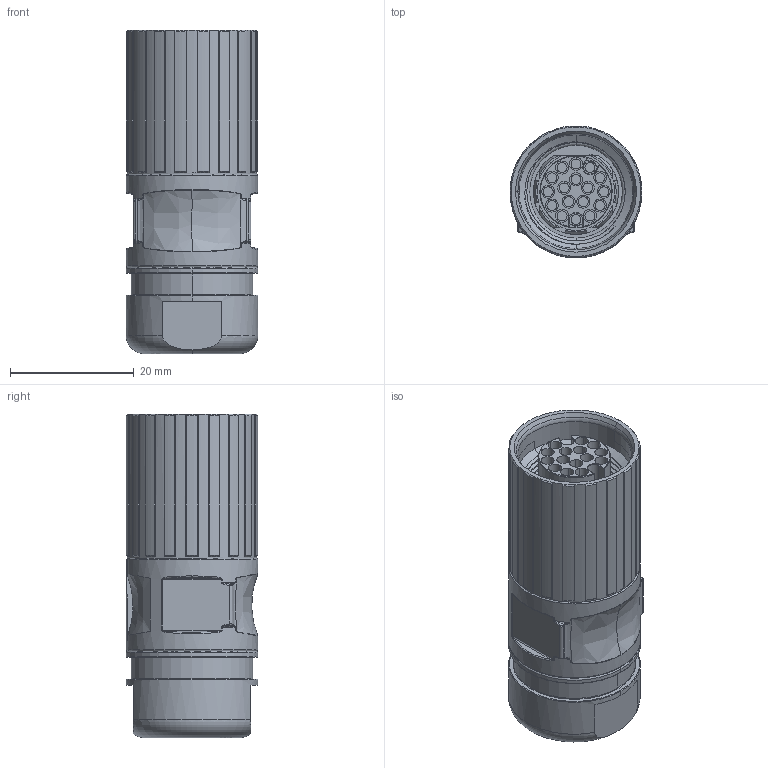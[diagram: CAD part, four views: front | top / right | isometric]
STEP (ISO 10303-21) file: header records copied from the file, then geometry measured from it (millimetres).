
FILE_DESCRIPTION((''),'2;1');
FILE_NAME('ST-17P1N8A8003_1607624','2013-11-08T',('skraut'),(''),'PRO/ENGINEER BY PARAMETRIC TECHNOLOGY CORPORATION, 2012480','PRO/ENGINEER BY PARAMETRIC TECHNOLOGY CORPORATION, 2012480','');
FILE_SCHEMA(('AUTOMOTIVE_DESIGN { 1 0 10303 214 1 1 1 1 }'));
Length unit declared in the file: millimetre
Products named in the file (1): ST-17P1N8A8003_1607624
Bounding box: 21.3 x 21.3 x 52.3 mm (x, y, z)
Volume: 15681.6 mm3; surface area: 6634.2 mm2
Topology: 1 solids, 1 shells, 462 faces, 1136 edges, 717 vertices
Faces by surface type: plane 149, cylinder 130, cone 86, bspline 60, torus 37
Entity records: 20496 total; most frequent: CARTESIAN_POINT 9754, ORIENTED_EDGE 2272, DIRECTION 2157, EDGE_CURVE 1136, AXIS2_PLACEMENT_3D 880, VERTEX_POINT 717, EDGE_LOOP 503, CIRCLE 478
